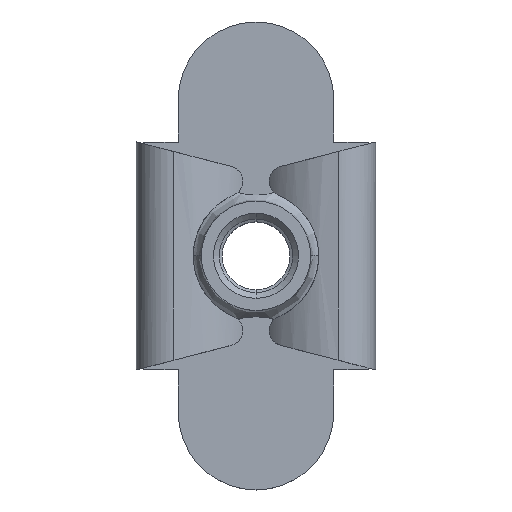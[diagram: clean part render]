
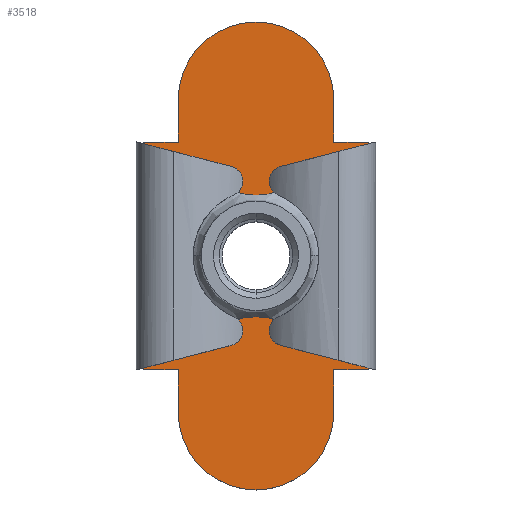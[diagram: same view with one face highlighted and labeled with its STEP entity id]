
A CAD part, top view. The second image highlights one B-rep face of the part: STEP entity #3518.
In plain terms, the highlighted planar face has unit normal (0, 0, 1).
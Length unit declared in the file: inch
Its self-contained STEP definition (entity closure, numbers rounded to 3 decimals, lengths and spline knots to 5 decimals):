
#2889=CARTESIAN_POINT('',(3.53401,7.145,-0.3556));
#2890=VERTEX_POINT('',#2889);
#2906=CARTESIAN_POINT('',(-0.40299,7.145,-0.3556));
#2907=VERTEX_POINT('',#2906);
#2914=CARTESIAN_POINT('',(1.56551,7.145,-0.3556));
#2915=DIRECTION('',(0.0,0.0,-1.0));
#2916=DIRECTION('',(1.0,0.0,0.0));
#2917=AXIS2_PLACEMENT_3D('',#2914,#2915,#2916);
#2918=CIRCLE('',#2917,1.9685);
#2919=EDGE_CURVE('',#2890,#2907,#2918,.T.);
#2929=CARTESIAN_POINT('',(-2.18549,10.89057,-0.3556));
#2930=VERTEX_POINT('',#2929);
#2931=CARTESIAN_POINT('',(-1.26316,10.65241,-0.3556));
#2932=VERTEX_POINT('',#2931);
#2933=CARTESIAN_POINT('',(-2.18549,10.89057,-0.3556));
#2934=DIRECTION('',(0.968,-0.25,0.));
#2935=VECTOR('',#2934,0.95258);
#2936=LINE('',#2933,#2935);
#2937=EDGE_CURVE('',#2930,#2932,#2936,.T.);
#3241=CARTESIAN_POINT('',(-1.26316,3.63759,-0.3556));
#3242=VERTEX_POINT('',#3241);
#3250=CARTESIAN_POINT('',(-1.26316,10.65241,-0.3556));
#3251=DIRECTION('',(0.0,-1.0,0.0));
#3252=VECTOR('',#3251,7.01482);
#3253=LINE('',#3250,#3252);
#3254=EDGE_CURVE('',#2932,#3242,#3253,.T.);
#3339=CARTESIAN_POINT('',(-2.18549,3.39943,-0.3556));
#3340=VERTEX_POINT('',#3339);
#3341=CARTESIAN_POINT('',(-1.26316,3.63759,-0.3556));
#3342=DIRECTION('',(-0.968,-0.25,0.));
#3343=VECTOR('',#3342,0.95258);
#3344=LINE('',#3341,#3343);
#3345=EDGE_CURVE('',#3242,#3340,#3344,.T.);
#3362=CARTESIAN_POINT('',(1.56551,7.145,-0.3556));
#3363=DIRECTION('',(0.0,0.0,1.0));
#3364=DIRECTION('',(1.0,0.0,0.0));
#3365=AXIS2_PLACEMENT_3D('',#3362,#3363,#3364);
#3366=PLANE('',#3365);
#3367=ORIENTED_EDGE('',*,*,#3345,.T.);
#3368=CARTESIAN_POINT('',(-2.18549,3.335,-0.3556));
#3369=VERTEX_POINT('',#3368);
#3370=CARTESIAN_POINT('',(-2.18549,3.335,-0.3556));
#3371=DIRECTION('',(0.0,1.0,0.0));
#3372=VECTOR('',#3371,0.06443);
#3373=LINE('',#3370,#3372);
#3374=EDGE_CURVE('',#3369,#3340,#3373,.T.);
#3375=ORIENTED_EDGE('',*,*,#3374,.F.);
#3376=CARTESIAN_POINT('',(-1.03799,3.335,-0.3556));
#3377=VERTEX_POINT('',#3376);
#3378=CARTESIAN_POINT('',(-1.03799,3.335,-0.3556));
#3379=DIRECTION('',(-1.0,0.0,0.0));
#3380=VECTOR('',#3379,1.1475);
#3381=LINE('',#3378,#3380);
#3382=EDGE_CURVE('',#3377,#3369,#3381,.T.);
#3383=ORIENTED_EDGE('',*,*,#3382,.F.);
#3384=CARTESIAN_POINT('',(-1.03799,1.9253,-0.3556));
#3385=VERTEX_POINT('',#3384);
#3386=CARTESIAN_POINT('',(-1.03799,1.9253,-0.3556));
#3387=DIRECTION('',(0.0,1.0,0.0));
#3388=VECTOR('',#3387,1.4097);
#3389=LINE('',#3386,#3388);
#3390=EDGE_CURVE('',#3385,#3377,#3389,.T.);
#3391=ORIENTED_EDGE('',*,*,#3390,.F.);
#3392=CARTESIAN_POINT('',(4.16901,1.9253,-0.3556));
#3393=VERTEX_POINT('',#3392);
#3394=CARTESIAN_POINT('',(1.56551,1.9253,-0.3556));
#3395=DIRECTION('',(0.0,0.0,-1.0));
#3396=DIRECTION('',(1.0,0.0,0.0));
#3397=AXIS2_PLACEMENT_3D('',#3394,#3395,#3396);
#3398=CIRCLE('',#3397,2.6035);
#3399=EDGE_CURVE('',#3393,#3385,#3398,.T.);
#3400=ORIENTED_EDGE('',*,*,#3399,.F.);
#3401=CARTESIAN_POINT('',(4.16901,3.335,-0.3556));
#3402=VERTEX_POINT('',#3401);
#3403=CARTESIAN_POINT('',(4.16901,3.335,-0.3556));
#3404=DIRECTION('',(0.0,-1.0,0.0));
#3405=VECTOR('',#3404,1.4097);
#3406=LINE('',#3403,#3405);
#3407=EDGE_CURVE('',#3402,#3393,#3406,.T.);
#3408=ORIENTED_EDGE('',*,*,#3407,.F.);
#3409=CARTESIAN_POINT('',(5.31651,3.335,-0.3556));
#3410=VERTEX_POINT('',#3409);
#3411=CARTESIAN_POINT('',(5.31651,3.335,-0.3556));
#3412=DIRECTION('',(-1.0,0.0,0.0));
#3413=VECTOR('',#3412,1.1475);
#3414=LINE('',#3411,#3413);
#3415=EDGE_CURVE('',#3410,#3402,#3414,.T.);
#3416=ORIENTED_EDGE('',*,*,#3415,.F.);
#3417=CARTESIAN_POINT('',(5.31651,3.39943,-0.3556));
#3418=VERTEX_POINT('',#3417);
#3419=CARTESIAN_POINT('',(5.31651,3.39943,-0.3556));
#3420=DIRECTION('',(0.0,-1.0,0.0));
#3421=VECTOR('',#3420,0.06443);
#3422=LINE('',#3419,#3421);
#3423=EDGE_CURVE('',#3418,#3410,#3422,.T.);
#3424=ORIENTED_EDGE('',*,*,#3423,.F.);
#3425=CARTESIAN_POINT('',(4.39419,3.63759,-0.3556));
#3426=VERTEX_POINT('',#3425);
#3427=CARTESIAN_POINT('',(5.31651,3.39943,-0.3556));
#3428=DIRECTION('',(-0.968,0.25,0.));
#3429=VECTOR('',#3428,0.95258);
#3430=LINE('',#3427,#3429);
#3431=EDGE_CURVE('',#3418,#3426,#3430,.T.);
#3432=ORIENTED_EDGE('',*,*,#3431,.T.);
#3433=CARTESIAN_POINT('',(4.39419,10.65241,-0.3556));
#3434=VERTEX_POINT('',#3433);
#3435=CARTESIAN_POINT('',(4.39419,3.63759,-0.3556));
#3436=DIRECTION('',(0.0,1.0,0.0));
#3437=VECTOR('',#3436,7.01482);
#3438=LINE('',#3435,#3437);
#3439=EDGE_CURVE('',#3426,#3434,#3438,.T.);
#3440=ORIENTED_EDGE('',*,*,#3439,.T.);
#3441=CARTESIAN_POINT('',(5.31651,10.89057,-0.3556));
#3442=VERTEX_POINT('',#3441);
#3443=CARTESIAN_POINT('',(4.39419,10.65241,-0.3556));
#3444=DIRECTION('',(0.968,0.25,0.));
#3445=VECTOR('',#3444,0.95258);
#3446=LINE('',#3443,#3445);
#3447=EDGE_CURVE('',#3434,#3442,#3446,.T.);
#3448=ORIENTED_EDGE('',*,*,#3447,.T.);
#3449=CARTESIAN_POINT('',(5.31651,10.955,-0.3556));
#3450=VERTEX_POINT('',#3449);
#3451=CARTESIAN_POINT('',(5.31651,10.955,-0.3556));
#3452=DIRECTION('',(0.0,-1.0,0.0));
#3453=VECTOR('',#3452,0.06443);
#3454=LINE('',#3451,#3453);
#3455=EDGE_CURVE('',#3450,#3442,#3454,.T.);
#3456=ORIENTED_EDGE('',*,*,#3455,.F.);
#3457=CARTESIAN_POINT('',(4.16901,10.955,-0.3556));
#3458=VERTEX_POINT('',#3457);
#3459=CARTESIAN_POINT('',(4.16901,10.955,-0.3556));
#3460=DIRECTION('',(1.0,0.0,0.0));
#3461=VECTOR('',#3460,1.1475);
#3462=LINE('',#3459,#3461);
#3463=EDGE_CURVE('',#3458,#3450,#3462,.T.);
#3464=ORIENTED_EDGE('',*,*,#3463,.F.);
#3465=CARTESIAN_POINT('',(4.16901,12.3647,-0.3556));
#3466=VERTEX_POINT('',#3465);
#3467=CARTESIAN_POINT('',(4.16901,12.3647,-0.3556));
#3468=DIRECTION('',(0.0,-1.0,0.0));
#3469=VECTOR('',#3468,1.4097);
#3470=LINE('',#3467,#3469);
#3471=EDGE_CURVE('',#3466,#3458,#3470,.T.);
#3472=ORIENTED_EDGE('',*,*,#3471,.F.);
#3473=CARTESIAN_POINT('',(-1.03799,12.3647,-0.3556));
#3474=VERTEX_POINT('',#3473);
#3475=CARTESIAN_POINT('',(1.56551,12.3647,-0.3556));
#3476=DIRECTION('',(0.0,0.0,-1.0));
#3477=DIRECTION('',(1.0,0.0,0.0));
#3478=AXIS2_PLACEMENT_3D('',#3475,#3476,#3477);
#3479=CIRCLE('',#3478,2.6035);
#3480=EDGE_CURVE('',#3474,#3466,#3479,.T.);
#3481=ORIENTED_EDGE('',*,*,#3480,.F.);
#3482=CARTESIAN_POINT('',(-1.03799,10.955,-0.3556));
#3483=VERTEX_POINT('',#3482);
#3484=CARTESIAN_POINT('',(-1.03799,10.955,-0.3556));
#3485=DIRECTION('',(0.0,1.0,0.0));
#3486=VECTOR('',#3485,1.4097);
#3487=LINE('',#3484,#3486);
#3488=EDGE_CURVE('',#3483,#3474,#3487,.T.);
#3489=ORIENTED_EDGE('',*,*,#3488,.F.);
#3490=CARTESIAN_POINT('',(-2.18549,10.955,-0.3556));
#3491=VERTEX_POINT('',#3490);
#3492=CARTESIAN_POINT('',(-2.18549,10.955,-0.3556));
#3493=DIRECTION('',(1.0,0.0,0.0));
#3494=VECTOR('',#3493,1.1475);
#3495=LINE('',#3492,#3494);
#3496=EDGE_CURVE('',#3491,#3483,#3495,.T.);
#3497=ORIENTED_EDGE('',*,*,#3496,.F.);
#3498=CARTESIAN_POINT('',(-2.18549,10.89057,-0.3556));
#3499=DIRECTION('',(0.0,1.0,0.0));
#3500=VECTOR('',#3499,0.06443);
#3501=LINE('',#3498,#3500);
#3502=EDGE_CURVE('',#2930,#3491,#3501,.T.);
#3503=ORIENTED_EDGE('',*,*,#3502,.F.);
#3504=ORIENTED_EDGE('',*,*,#2937,.T.);
#3505=ORIENTED_EDGE('',*,*,#3254,.T.);
#3506=EDGE_LOOP('',(#3367,#3375,#3383,#3391,#3400,#3408,#3416,#3424,#3432,#3440,#3448,#3456,#3464,#3472,#3481,#3489,#3497,#3503,#3504,#3505));
#3507=FACE_OUTER_BOUND('',#3506,.T.);
#3508=CARTESIAN_POINT('',(1.56551,7.145,-0.3556));
#3509=DIRECTION('',(0.0,0.0,-1.0));
#3510=DIRECTION('',(1.0,0.0,0.0));
#3511=AXIS2_PLACEMENT_3D('',#3508,#3509,#3510);
#3512=CIRCLE('',#3511,1.9685);
#3513=EDGE_CURVE('',#2907,#2890,#3512,.T.);
#3514=ORIENTED_EDGE('',*,*,#3513,.T.);
#3515=ORIENTED_EDGE('',*,*,#2919,.T.);
#3516=EDGE_LOOP('',(#3514,#3515));
#3517=FACE_BOUND('',#3516,.T.);
#3518=ADVANCED_FACE('',(#3507,#3517),#3366,.T.);
